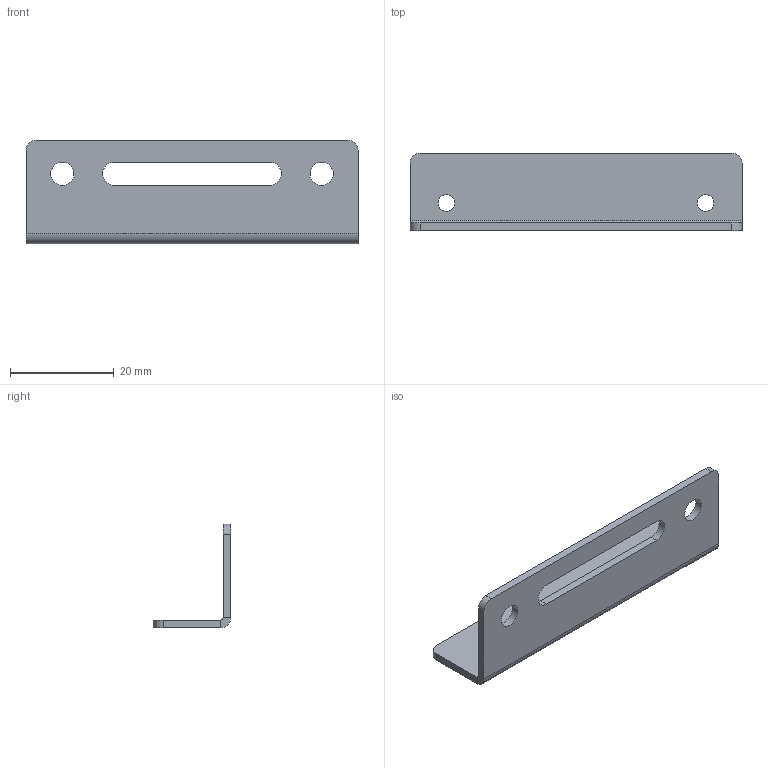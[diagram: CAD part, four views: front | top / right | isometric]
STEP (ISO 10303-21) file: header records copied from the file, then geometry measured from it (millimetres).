
FILE_DESCRIPTION((''),'2;1');
FILE_NAME('E1684202','2022-12-01T',('jozef.kellner'),(''),'CREO PARAMETRIC BY PTC INC, 2018360','CREO PARAMETRIC BY PTC INC, 2018360','');
FILE_SCHEMA(('AUTOMOTIVE_DESIGN { 1 0 10303 214 1 1 1 1 }'));
Length unit declared in the file: millimetre
Products named in the file (1): E1684202
Bounding box: 64 x 15 x 20 mm (x, y, z)
Volume: 2861.1 mm3; surface area: 4284.4 mm2
Topology: 1 solids, 1 shells, 30 faces, 76 edges, 48 vertices
Faces by surface type: cylinder 16, plane 14
Entity records: 1473 total; most frequent: DIRECTION 168, CARTESIAN_POINT 156, ORIENTED_EDGE 152, PROPERTY_DEFINITION 88, REPRESENTATION 87, PROPERTY_DEFINITION_REPRESENTATION 87, EDGE_CURVE 76, DESCRIPTIVE_REPRESENTATION_ITEM 68
